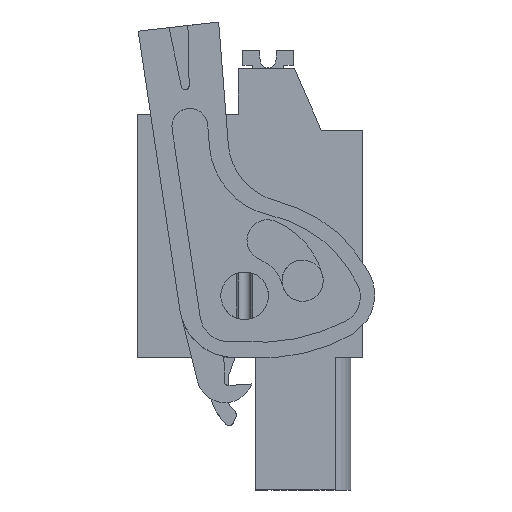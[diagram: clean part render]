
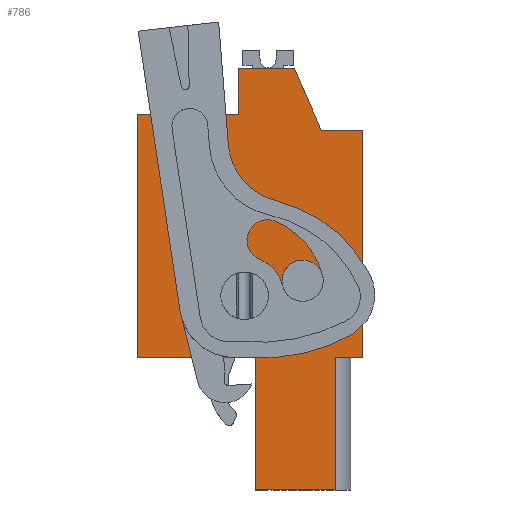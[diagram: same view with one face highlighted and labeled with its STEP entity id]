
A CAD part, left-side view. The second image highlights one B-rep face of the part: STEP entity #786.
In plain terms, the highlighted planar face has unit normal (-1, 0, 0).
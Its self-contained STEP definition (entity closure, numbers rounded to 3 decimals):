
#666=AXIS2_PLACEMENT_3D('Plane Axis2P3D',#663,#664,#665) ;
#752=AXIS2_PLACEMENT_3D('Circle Axis2P3D',#750,#751,$) ;
#761=AXIS2_PLACEMENT_3D('Circle Axis2P3D',#759,#760,$) ;
#770=AXIS2_PLACEMENT_3D('Circle Axis2P3D',#768,#769,$) ;
#779=AXIS2_PLACEMENT_3D('Circle Axis2P3D',#777,#778,$) ;
#42=CARTESIAN_POINT('Vertex',(4.85,8.618,26.59)) ;
#45=CARTESIAN_POINT('Line Origine',(4.85,6.843,26.59)) ;
#49=CARTESIAN_POINT('Vertex',(4.85,5.068,26.59)) ;
#552=CARTESIAN_POINT('Vertex',(4.85,8.618,23.69)) ;
#555=CARTESIAN_POINT('Line Origine',(4.85,8.618,25.14)) ;
#663=CARTESIAN_POINT('Axis2P3D Location',(4.85,7.568,8.35)) ;
#668=CARTESIAN_POINT('Line Origine',(4.85,2.493,4.175)) ;
#672=CARTESIAN_POINT('Vertex',(4.85,2.493,8.35)) ;
#674=CARTESIAN_POINT('Vertex',(4.85,2.493,0.)) ;
#677=CARTESIAN_POINT('Line Origine',(4.85,1.63,8.35)) ;
#681=CARTESIAN_POINT('Vertex',(4.85,0.768,8.35)) ;
#684=CARTESIAN_POINT('Line Origine',(4.85,0.768,15.52)) ;
#688=CARTESIAN_POINT('Vertex',(4.85,0.768,22.69)) ;
#691=CARTESIAN_POINT('Line Origine',(4.85,2.068,22.69)) ;
#695=CARTESIAN_POINT('Vertex',(4.85,3.368,22.69)) ;
#698=CARTESIAN_POINT('Line Origine',(4.85,4.218,24.64)) ;
#703=CARTESIAN_POINT('Line Origine',(4.85,11.793,23.69)) ;
#707=CARTESIAN_POINT('Vertex',(4.85,14.968,23.69)) ;
#710=CARTESIAN_POINT('Line Origine',(4.85,14.968,16.02)) ;
#714=CARTESIAN_POINT('Vertex',(4.85,14.968,8.35)) ;
#717=CARTESIAN_POINT('Line Origine',(4.85,11.253,8.35)) ;
#721=CARTESIAN_POINT('Vertex',(4.85,7.539,8.35)) ;
#724=CARTESIAN_POINT('Line Origine',(4.85,7.539,4.175)) ;
#728=CARTESIAN_POINT('Vertex',(4.85,7.539,0.)) ;
#731=CARTESIAN_POINT('Line Origine',(4.85,5.016,0.)) ;
#750=CARTESIAN_POINT('Axis2P3D Location',(4.85,8.204,12.25)) ;
#754=CARTESIAN_POINT('Vertex',(4.85,8.204,10.75)) ;
#756=CARTESIAN_POINT('Vertex',(4.85,8.204,13.75)) ;
#759=CARTESIAN_POINT('Axis2P3D Location',(4.85,8.204,12.25)) ;
#768=CARTESIAN_POINT('Axis2P3D Location',(4.85,4.544,13.2)) ;
#772=CARTESIAN_POINT('Vertex',(4.85,4.544,14.5)) ;
#774=CARTESIAN_POINT('Vertex',(4.85,4.544,11.9)) ;
#777=CARTESIAN_POINT('Axis2P3D Location',(4.85,4.544,13.2)) ;
#46=DIRECTION('Vector Direction',(0.,1.,0.)) ;
#556=DIRECTION('Vector Direction',(0.,0.,-1.)) ;
#664=DIRECTION('Axis2P3D Direction',(1.,0.,0.)) ;
#665=DIRECTION('Axis2P3D XDirection',(0.,1.,0.)) ;
#669=DIRECTION('Vector Direction',(0.,0.,-1.)) ;
#678=DIRECTION('Vector Direction',(0.,-1.,0.)) ;
#685=DIRECTION('Vector Direction',(0.,0.,-1.)) ;
#692=DIRECTION('Vector Direction',(0.,1.,0.)) ;
#699=DIRECTION('Vector Direction',(0.,0.4,0.917)) ;
#704=DIRECTION('Vector Direction',(0.,1.,0.)) ;
#711=DIRECTION('Vector Direction',(0.,0.,1.)) ;
#718=DIRECTION('Vector Direction',(0.,1.,0.)) ;
#725=DIRECTION('Vector Direction',(0.,0.,-1.)) ;
#732=DIRECTION('Vector Direction',(0.,1.,0.)) ;
#751=DIRECTION('Axis2P3D Direction',(1.,0.,0.)) ;
#760=DIRECTION('Axis2P3D Direction',(1.,0.,0.)) ;
#769=DIRECTION('Axis2P3D Direction',(1.,0.,0.)) ;
#778=DIRECTION('Axis2P3D Direction',(1.,0.,0.)) ;
#47=VECTOR('Line Direction',#46,1.) ;
#557=VECTOR('Line Direction',#556,1.) ;
#670=VECTOR('Line Direction',#669,1.) ;
#679=VECTOR('Line Direction',#678,1.) ;
#686=VECTOR('Line Direction',#685,1.) ;
#693=VECTOR('Line Direction',#692,1.) ;
#700=VECTOR('Line Direction',#699,1.) ;
#705=VECTOR('Line Direction',#704,1.) ;
#712=VECTOR('Line Direction',#711,1.) ;
#719=VECTOR('Line Direction',#718,1.) ;
#726=VECTOR('Line Direction',#725,1.) ;
#733=VECTOR('Line Direction',#732,1.) ;
#737=ORIENTED_EDGE('',*,*,#676,.F.) ;
#738=ORIENTED_EDGE('',*,*,#683,.F.) ;
#739=ORIENTED_EDGE('',*,*,#690,.F.) ;
#740=ORIENTED_EDGE('',*,*,#697,.T.) ;
#741=ORIENTED_EDGE('',*,*,#702,.T.) ;
#742=ORIENTED_EDGE('',*,*,#51,.T.) ;
#743=ORIENTED_EDGE('',*,*,#559,.T.) ;
#744=ORIENTED_EDGE('',*,*,#709,.T.) ;
#745=ORIENTED_EDGE('',*,*,#716,.F.) ;
#746=ORIENTED_EDGE('',*,*,#723,.F.) ;
#747=ORIENTED_EDGE('',*,*,#730,.T.) ;
#748=ORIENTED_EDGE('',*,*,#735,.F.) ;
#765=ORIENTED_EDGE('',*,*,#758,.T.) ;
#766=ORIENTED_EDGE('',*,*,#763,.T.) ;
#783=ORIENTED_EDGE('',*,*,#776,.T.) ;
#784=ORIENTED_EDGE('',*,*,#781,.T.) ;
#767=FACE_BOUND('',#764,.T.) ;
#785=FACE_BOUND('',#782,.T.) ;
#786=ADVANCED_FACE('HOUSING',(#749,#767,#785),#667,.F.) ;
#753=CIRCLE('generated circle',#752,1.5) ;
#762=CIRCLE('generated circle',#761,1.5) ;
#771=CIRCLE('generated circle',#770,1.3) ;
#780=CIRCLE('generated circle',#779,1.3) ;
#51=EDGE_CURVE('',#50,#43,#48,.T.) ;
#559=EDGE_CURVE('',#43,#553,#558,.T.) ;
#676=EDGE_CURVE('',#673,#675,#671,.T.) ;
#683=EDGE_CURVE('',#682,#673,#680,.F.) ;
#690=EDGE_CURVE('',#689,#682,#687,.T.) ;
#697=EDGE_CURVE('',#689,#696,#694,.T.) ;
#702=EDGE_CURVE('',#696,#50,#701,.T.) ;
#709=EDGE_CURVE('',#553,#708,#706,.T.) ;
#716=EDGE_CURVE('',#715,#708,#713,.T.) ;
#723=EDGE_CURVE('',#722,#715,#720,.T.) ;
#730=EDGE_CURVE('',#722,#729,#727,.T.) ;
#735=EDGE_CURVE('',#675,#729,#734,.T.) ;
#758=EDGE_CURVE('',#755,#757,#753,.T.) ;
#763=EDGE_CURVE('',#757,#755,#762,.T.) ;
#776=EDGE_CURVE('',#773,#775,#771,.T.) ;
#781=EDGE_CURVE('',#775,#773,#780,.T.) ;
#736=EDGE_LOOP('',(#737,#738,#739,#740,#741,#742,#743,#744,#745,#746,#747,#748)) ;
#764=EDGE_LOOP('',(#765,#766)) ;
#782=EDGE_LOOP('',(#783,#784)) ;
#749=FACE_OUTER_BOUND('',#736,.T.) ;
#48=LINE('Line',#45,#47) ;
#558=LINE('Line',#555,#557) ;
#671=LINE('Line',#668,#670) ;
#680=LINE('Line',#677,#679) ;
#687=LINE('Line',#684,#686) ;
#694=LINE('Line',#691,#693) ;
#701=LINE('Line',#698,#700) ;
#706=LINE('Line',#703,#705) ;
#713=LINE('Line',#710,#712) ;
#720=LINE('Line',#717,#719) ;
#727=LINE('Line',#724,#726) ;
#734=LINE('Line',#731,#733) ;
#667=PLANE('',#666) ;
#43=VERTEX_POINT('',#42) ;
#50=VERTEX_POINT('',#49) ;
#553=VERTEX_POINT('',#552) ;
#673=VERTEX_POINT('',#672) ;
#675=VERTEX_POINT('',#674) ;
#682=VERTEX_POINT('',#681) ;
#689=VERTEX_POINT('',#688) ;
#696=VERTEX_POINT('',#695) ;
#708=VERTEX_POINT('',#707) ;
#715=VERTEX_POINT('',#714) ;
#722=VERTEX_POINT('',#721) ;
#729=VERTEX_POINT('',#728) ;
#755=VERTEX_POINT('',#754) ;
#757=VERTEX_POINT('',#756) ;
#773=VERTEX_POINT('',#772) ;
#775=VERTEX_POINT('',#774) ;
